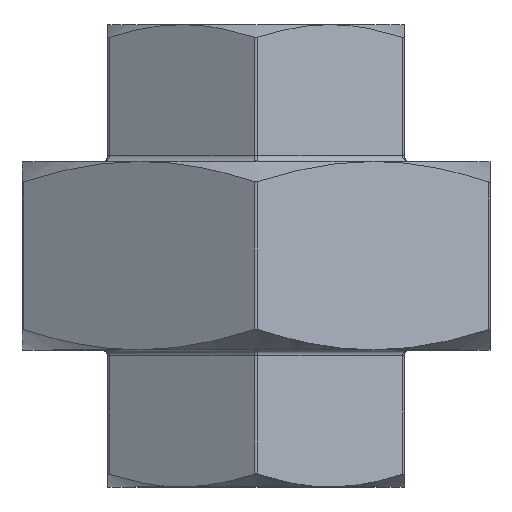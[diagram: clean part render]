
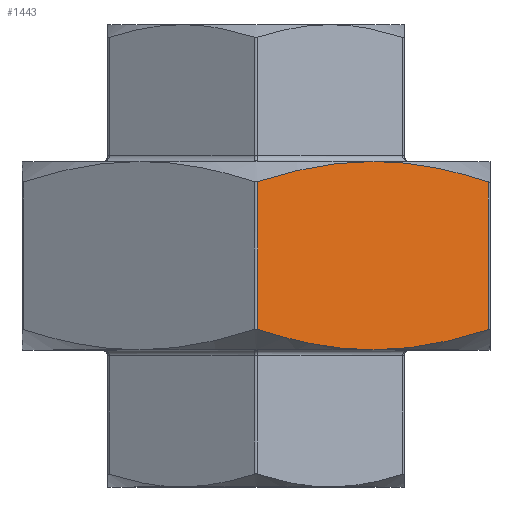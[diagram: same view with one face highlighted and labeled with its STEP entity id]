
A CAD part, top view. The second image highlights one B-rep face of the part: STEP entity #1443.
In plain terms, the highlighted planar face has unit normal (0.5, 0, 0.866).
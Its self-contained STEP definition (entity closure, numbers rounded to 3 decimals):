
#176=(
BOUNDED_CURVE()
B_SPLINE_CURVE(2,(#2303,#2304,#2305),.UNSPECIFIED.,.F.,.F.)
B_SPLINE_CURVE_WITH_KNOTS((3,3),(0.492,1.747),
 .UNSPECIFIED.)
CURVE()
GEOMETRIC_REPRESENTATION_ITEM()
RATIONAL_B_SPLINE_CURVE((1.029,1.052,1.))
REPRESENTATION_ITEM('')
);
#177=(
BOUNDED_CURVE()
B_SPLINE_CURVE(2,(#2307,#2308,#2309),.UNSPECIFIED.,.F.,.F.)
B_SPLINE_CURVE_WITH_KNOTS((3,3),(1.747,3.002),
 .UNSPECIFIED.)
CURVE()
GEOMETRIC_REPRESENTATION_ITEM()
RATIONAL_B_SPLINE_CURVE((1.,1.052,1.029))
REPRESENTATION_ITEM('')
);
#178=(
BOUNDED_CURVE()
B_SPLINE_CURVE(2,(#2313,#2314,#2315),.UNSPECIFIED.,.F.,.F.)
B_SPLINE_CURVE_WITH_KNOTS((3,3),(0.492,1.747),
 .UNSPECIFIED.)
CURVE()
GEOMETRIC_REPRESENTATION_ITEM()
RATIONAL_B_SPLINE_CURVE((1.029,1.052,1.))
REPRESENTATION_ITEM('')
);
#179=(
BOUNDED_CURVE()
B_SPLINE_CURVE(2,(#2316,#2317,#2318),.UNSPECIFIED.,.F.,.F.)
B_SPLINE_CURVE_WITH_KNOTS((3,3),(1.747,3.002),
 .UNSPECIFIED.)
CURVE()
GEOMETRIC_REPRESENTATION_ITEM()
RATIONAL_B_SPLINE_CURVE((1.,1.052,1.029))
REPRESENTATION_ITEM('')
);
#214=PLANE('',#1554);
#249=FACE_OUTER_BOUND('',#355,.T.);
#355=EDGE_LOOP('',(#1011,#1012,#1013,#1014,#1015,#1016));
#480=LINE('',#2290,#540);
#481=LINE('',#2311,#541);
#540=VECTOR('',#1754,12.937);
#541=VECTOR('',#1757,12.937);
#638=VERTEX_POINT('',#2278);
#639=VERTEX_POINT('',#2289);
#640=VERTEX_POINT('',#2302);
#641=VERTEX_POINT('',#2306);
#642=VERTEX_POINT('',#2310);
#643=VERTEX_POINT('',#2312);
#779=EDGE_CURVE('',#638,#639,#480,.T.);
#781=EDGE_CURVE('',#638,#640,#176,.T.);
#782=EDGE_CURVE('',#640,#641,#177,.T.);
#783=EDGE_CURVE('',#642,#641,#481,.T.);
#784=EDGE_CURVE('',#642,#643,#178,.T.);
#785=EDGE_CURVE('',#643,#639,#179,.T.);
#1011=ORIENTED_EDGE('',*,*,#779,.F.);
#1012=ORIENTED_EDGE('',*,*,#781,.T.);
#1013=ORIENTED_EDGE('',*,*,#782,.T.);
#1014=ORIENTED_EDGE('',*,*,#783,.F.);
#1015=ORIENTED_EDGE('',*,*,#784,.T.);
#1016=ORIENTED_EDGE('',*,*,#785,.T.);
#1443=ADVANCED_FACE('',(#249),#214,.T.);
#1554=AXIS2_PLACEMENT_3D('',#2301,#1755,#1756);
#1754=DIRECTION('',(0.,1.,0.));
#1755=DIRECTION('center_axis',(0.5,0.,0.866));
#1756=DIRECTION('ref_axis',(0.866,0.,-0.5));
#1757=DIRECTION('',(0.,-1.,0.));
#2278=CARTESIAN_POINT('',(0.15,-6.469,23.585));
#2289=CARTESIAN_POINT('',(0.15,6.469,23.585));
#2290=CARTESIAN_POINT('',(0.15,0.,23.585));
#2301=CARTESIAN_POINT('Origin',(0.,0.,23.671));
#2302=CARTESIAN_POINT('',(10.25,-8.25,17.754));
#2303=CARTESIAN_POINT('Ctrl Pts',(0.15,-6.469,23.585));
#2304=CARTESIAN_POINT('Ctrl Pts',(5.553,-8.25,20.465));
#2305=CARTESIAN_POINT('Ctrl Pts',(10.25,-8.25,17.754));
#2306=CARTESIAN_POINT('',(20.35,-6.469,11.922));
#2307=CARTESIAN_POINT('Ctrl Pts',(10.25,-8.25,17.754));
#2308=CARTESIAN_POINT('Ctrl Pts',(14.947,-8.25,15.042));
#2309=CARTESIAN_POINT('Ctrl Pts',(20.35,-6.469,11.922));
#2310=CARTESIAN_POINT('',(20.35,6.469,11.922));
#2311=CARTESIAN_POINT('',(20.35,0.,11.922));
#2312=CARTESIAN_POINT('',(10.25,8.25,17.754));
#2313=CARTESIAN_POINT('Ctrl Pts',(20.35,6.469,11.922));
#2314=CARTESIAN_POINT('Ctrl Pts',(14.947,8.25,15.042));
#2315=CARTESIAN_POINT('Ctrl Pts',(10.25,8.25,17.754));
#2316=CARTESIAN_POINT('Ctrl Pts',(10.25,8.25,17.754));
#2317=CARTESIAN_POINT('Ctrl Pts',(5.553,8.25,20.465));
#2318=CARTESIAN_POINT('Ctrl Pts',(0.15,6.469,23.585));
